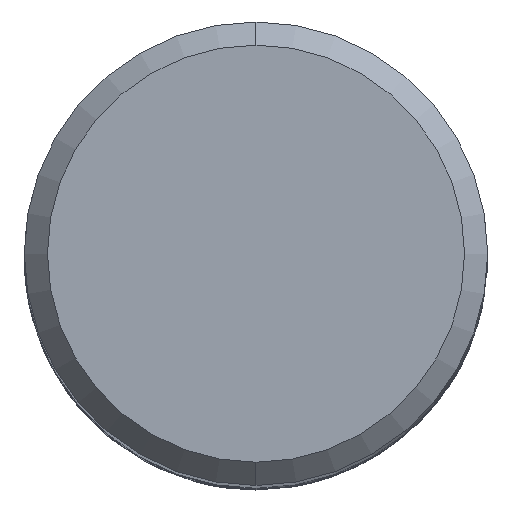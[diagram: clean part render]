
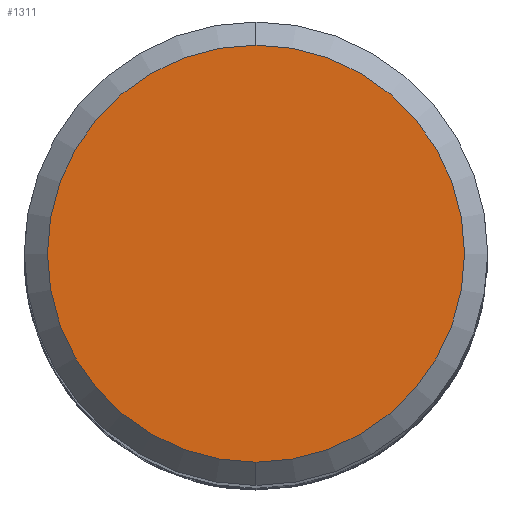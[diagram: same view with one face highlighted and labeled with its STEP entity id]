
A CAD part, top view. The second image highlights one B-rep face of the part: STEP entity #1311.
In plain terms, the highlighted planar face has unit normal (0, 0, 1).
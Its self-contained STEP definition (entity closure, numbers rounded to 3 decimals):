
#785=VERTEX_POINT('',#2172);
#1029=VERTEX_POINT('',#2434);
#1137=EDGE_CURVE('',#785,#1029,#2551,.T.);
#1311=ADVANCED_FACE('',(#2744),#2745,.T.);
#1681=EDGE_CURVE('',#1029,#785,#3148,.T.);
#2172=CARTESIAN_POINT('',(0.,-7.2,0.0));
#2434=CARTESIAN_POINT('',(0.0,7.2,0.0));
#2551=CIRCLE('',#10093,7.2);
#2744=FACE_OUTER_BOUND('',#11951,.T.);
#2745=PLANE('',#11952);
#3148=CIRCLE('',#16036,7.2);
#10093=AXIS2_PLACEMENT_3D('',#21560,#21561,#21562);
#11951=EDGE_LOOP('',(#21781,#21782));
#11952=AXIS2_PLACEMENT_3D('',#21783,#21784,#21785);
#16036=AXIS2_PLACEMENT_3D('',#22199,#22200,#22201);
#21560=CARTESIAN_POINT('',(0.0,0.0,0.0));
#21561=DIRECTION('',(0.0,0.0,-1.0));
#21562=DIRECTION('',(0.0,1.0,0.0));
#21781=ORIENTED_EDGE('',*,*,#1681,.F.);
#21782=ORIENTED_EDGE('',*,*,#1137,.F.);
#21783=CARTESIAN_POINT('',(0.0,3.6,0.0));
#21784=DIRECTION('',(-0.0,0.0,1.0));
#21785=DIRECTION('',(0.0,-1.0,0.0));
#22199=CARTESIAN_POINT('',(0.0,0.0,0.0));
#22200=DIRECTION('',(0.0,0.0,-1.0));
#22201=DIRECTION('',(0.0,1.0,0.0));
